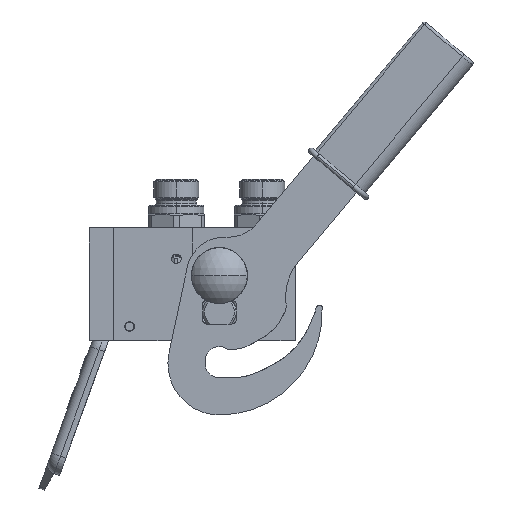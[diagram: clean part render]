
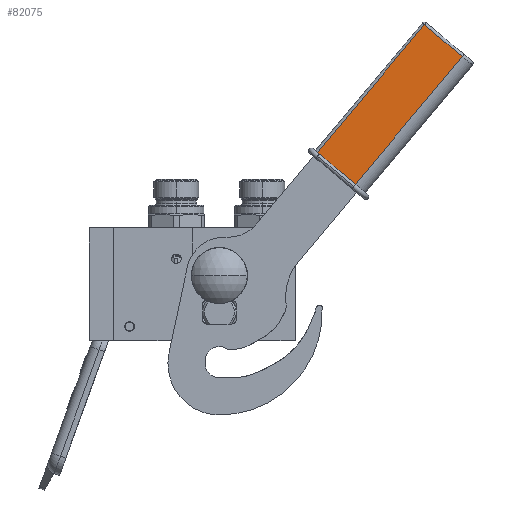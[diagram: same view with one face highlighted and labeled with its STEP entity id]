
A CAD part, front view. The second image highlights one B-rep face of the part: STEP entity #82075.
In plain terms, the highlighted face is planar.
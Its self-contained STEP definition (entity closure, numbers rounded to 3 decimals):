
#5577 = VECTOR ( 'NONE', #37271, 1000. ) ;
#6123 = CARTESIAN_POINT ( 'NONE',  ( 8., 0., 17.5 ) ) ;
#7089 = AXIS2_PLACEMENT_3D ( 'NONE', #6123, #117056, #53451 ) ;
#9004 = FACE_OUTER_BOUND ( 'NONE', #99404, .T. ) ;
#9841 = LINE ( 'NONE', #91329, #40495 ) ;
#11778 = VECTOR ( 'NONE', #118647, 1000. ) ;
#18539 = LINE ( 'NONE', #112735, #5577 ) ;
#19126 = CARTESIAN_POINT ( 'NONE',  ( 8., 92., 16. ) ) ;
#21599 = VERTEX_POINT ( 'NONE', #93904 ) ;
#23305 = EDGE_CURVE ( 'NONE', #21599, #75912, #9841, .T. ) ;
#24474 = EDGE_CURVE ( 'NONE', #75912, #92086, #60638, .T. ) ;
#37271 = DIRECTION ( 'NONE',  ( 0., 0., -1. ) ) ;
#37327 = VECTOR ( 'NONE', #106578, 1000. ) ;
#40495 = VECTOR ( 'NONE', #83516, 1000. ) ;
#43912 = EDGE_CURVE ( 'NONE', #108962, #92086, #18539, .T. ) ;
#46293 = ORIENTED_EDGE ( 'NONE', *, *, #23305, .T. ) ;
#53451 = DIRECTION ( 'NONE',  ( 0., 0., -1. ) ) ;
#60638 = LINE ( 'NONE', #98419, #37327 ) ;
#65657 = CARTESIAN_POINT ( 'NONE',  ( 8., 92., -10.5 ) ) ;
#71564 = ORIENTED_EDGE ( 'NONE', *, *, #72511, .T. ) ;
#72511 = EDGE_CURVE ( 'NONE', #108962, #21599, #118295, .T. ) ;
#75912 = VERTEX_POINT ( 'NONE', #120530 ) ;
#82075 = ADVANCED_FACE ( 'NONE', ( #9004 ), #107700, .T. ) ;
#83516 = DIRECTION ( 'NONE',  ( 0., 0., -1. ) ) ;
#90939 = CARTESIAN_POINT ( 'NONE',  ( 8., 92., 16. ) ) ;
#91329 = CARTESIAN_POINT ( 'NONE',  ( 8., 3., 16. ) ) ;
#92086 = VERTEX_POINT ( 'NONE', #65657 ) ;
#93904 = CARTESIAN_POINT ( 'NONE',  ( 8., 3., 16. ) ) ;
#94425 = ORIENTED_EDGE ( 'NONE', *, *, #24474, .T. ) ;
#98419 = CARTESIAN_POINT ( 'NONE',  ( 8., 3., -10.5 ) ) ;
#99404 = EDGE_LOOP ( 'NONE', ( #108765, #71564, #46293, #94425 ) ) ;
#106578 = DIRECTION ( 'NONE',  ( 0., 1., 0. ) ) ;
#107700 = PLANE ( 'NONE',  #7089 ) ;
#108765 = ORIENTED_EDGE ( 'NONE', *, *, #43912, .F. ) ;
#108962 = VERTEX_POINT ( 'NONE', #19126 ) ;
#112735 = CARTESIAN_POINT ( 'NONE',  ( 8., 92., 16. ) ) ;
#117056 = DIRECTION ( 'NONE',  ( 1., 0., 0. ) ) ;
#118295 = LINE ( 'NONE', #90939, #11778 ) ;
#118647 = DIRECTION ( 'NONE',  ( 0., -1., 0. ) ) ;
#120530 = CARTESIAN_POINT ( 'NONE',  ( 8., 3., -10.5 ) ) ;
